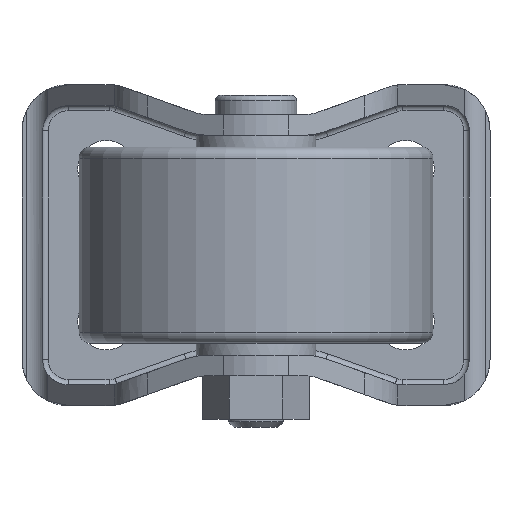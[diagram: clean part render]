
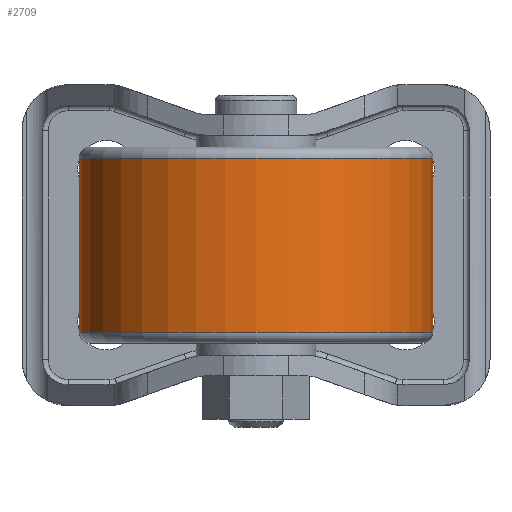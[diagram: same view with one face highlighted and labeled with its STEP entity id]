
A CAD part, front view. The second image highlights one B-rep face of the part: STEP entity #2709.
In plain terms, the highlighted cylindrical face has radius 32.5 mm (diameter 65 mm), a partial arc.
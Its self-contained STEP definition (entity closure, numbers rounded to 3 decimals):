
#15 = CIRCLE ( 'NONE', #3477, 32.5 ) ;
#57 = LINE ( 'NONE', #4569, #2083 ) ;
#191 = ORIENTED_EDGE ( 'NONE', *, *, #2836, .T. ) ;
#204 = EDGE_LOOP ( 'NONE', ( #2514, #191, #2672, #2696 ) ) ;
#1090 = CYLINDRICAL_SURFACE ( 'NONE', #3470, 32.5 ) ;
#1151 = VERTEX_POINT ( 'NONE', #1173 ) ;
#1173 = CARTESIAN_POINT ( 'NONE',  ( 32.5, -64., 16. ) ) ;
#1241 = VERTEX_POINT ( 'NONE', #2354 ) ;
#1298 = DIRECTION ( 'NONE',  ( 0., 0., 1. ) ) ;
#1454 = DIRECTION ( 'NONE',  ( 1., 0., 0. ) ) ;
#1749 = EDGE_CURVE ( 'NONE', #3443, #1151, #57, .T. ) ;
#1822 = CARTESIAN_POINT ( 'NONE',  ( -32.5, -64., 34.268 ) ) ;
#1938 = DIRECTION ( 'NONE',  ( 1., 0., 0. ) ) ;
#1960 = DIRECTION ( 'NONE',  ( 0., 0., 1. ) ) ;
#2083 = VECTOR ( 'NONE', #4052, 1000. ) ;
#2165 = VECTOR ( 'NONE', #1298, 1000. ) ;
#2234 = CARTESIAN_POINT ( 'NONE',  ( -32.5, -64., -16. ) ) ;
#2337 = LINE ( 'NONE', #1822, #2165 ) ;
#2354 = CARTESIAN_POINT ( 'NONE',  ( -32.5, -64., 16. ) ) ;
#2448 = DIRECTION ( 'NONE',  ( 0., 0., 1. ) ) ;
#2476 = CARTESIAN_POINT ( 'NONE',  ( 0., -64., -16. ) ) ;
#2514 = ORIENTED_EDGE ( 'NONE', *, *, #2755, .F. ) ;
#2672 = ORIENTED_EDGE ( 'NONE', *, *, #1749, .T. ) ;
#2696 = ORIENTED_EDGE ( 'NONE', *, *, #4038, .F. ) ;
#2709 = ADVANCED_FACE ( 'NONE', ( #2826 ), #1090, .T. ) ;
#2755 = EDGE_CURVE ( 'NONE', #3264, #1241, #2337, .T. ) ;
#2826 = FACE_OUTER_BOUND ( 'NONE', #204, .T. ) ;
#2836 = EDGE_CURVE ( 'NONE', #3264, #3443, #4097, .T. ) ;
#3242 = DIRECTION ( 'NONE',  ( 1., 0., 0. ) ) ;
#3264 = VERTEX_POINT ( 'NONE', #2234 ) ;
#3346 = AXIS2_PLACEMENT_3D ( 'NONE', #2476, #1960, #1454 ) ;
#3443 = VERTEX_POINT ( 'NONE', #3934 ) ;
#3470 = AXIS2_PLACEMENT_3D ( 'NONE', #4496, #2448, #1938 ) ;
#3477 = AXIS2_PLACEMENT_3D ( 'NONE', #4251, #3744, #3242 ) ;
#3744 = DIRECTION ( 'NONE',  ( 0., 0., 1. ) ) ;
#3934 = CARTESIAN_POINT ( 'NONE',  ( 32.5, -64., -16. ) ) ;
#4038 = EDGE_CURVE ( 'NONE', #1241, #1151, #15, .T. ) ;
#4052 = DIRECTION ( 'NONE',  ( 0., 0., 1. ) ) ;
#4097 = CIRCLE ( 'NONE', #3346, 32.5 ) ;
#4251 = CARTESIAN_POINT ( 'NONE',  ( 0., -64., 16. ) ) ;
#4496 = CARTESIAN_POINT ( 'NONE',  ( 0., -64., 34.268 ) ) ;
#4569 = CARTESIAN_POINT ( 'NONE',  ( 32.5, -64., 34.268 ) ) ;
